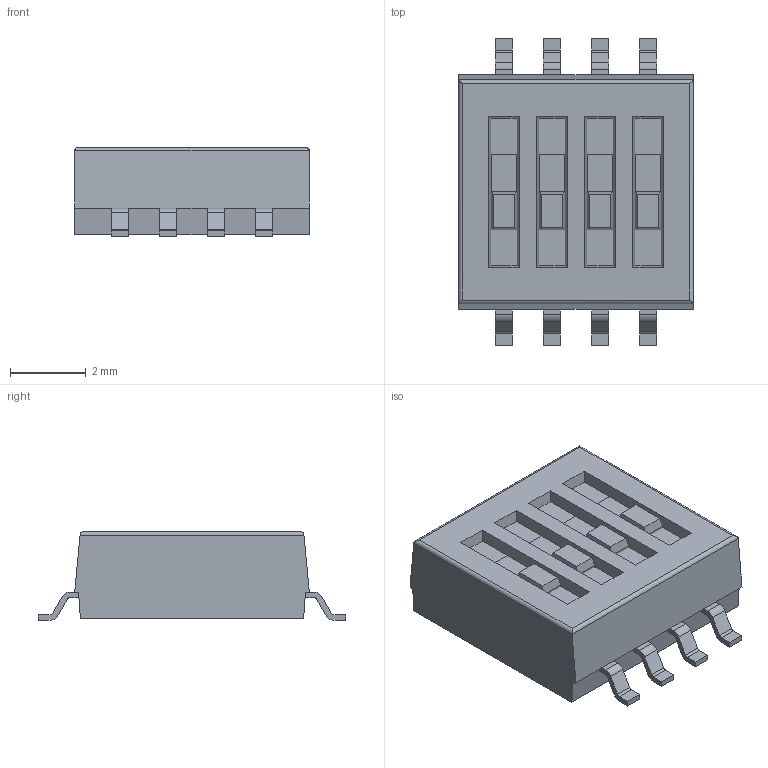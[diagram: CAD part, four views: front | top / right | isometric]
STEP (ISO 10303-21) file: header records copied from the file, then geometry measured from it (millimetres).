
FILE_DESCRIPTION (( 'STEP AP214' ), '1' );
FILE_NAME ('User Library-TDA04.STEP', '2010-12-01T09:19:16', ( 'sysAdmin' ), ( 'SolidWorks' ), 'SwSTEP 2.0', 'SolidWorks 2011', '' );
FILE_SCHEMA (( 'AUTOMOTIVE_DESIGN' ));
Length unit declared in the file: centimetre
Products named in the file (4): User Library-TDA04_DipSwitch_Body_1; User Library-TDA04_DipSwitch_Pin_1; User Library-TDA04_DipSwitch_Switch_1; User Library-TDA04
Assembly tree (13 placements, depth 2):
  User Library-TDA04
    User Library-TDA04_DipSwitch_Pin_1  x8
    User Library-TDA04_DipSwitch_Switch_1  x4
    User Library-TDA04_DipSwitch_Body_1
Bounding box: 6.21 x 8.13 x 2.35 mm (x, y, z)
Volume: 85.6 mm3; surface area: 175 mm2
Topology: 13 solids, 13 shells, 194 faces, 476 edges, 312 vertices
Faces by surface type: plane 158, cylinder 36
Entity records: 2623 total; most frequent: CARTESIAN_POINT 342, DIRECTION 298, ORIENTED_EDGE 292, EDGE_CURVE 146, LINE 130, VECTOR 130, VERTEX_POINT 96, AXIS2_PLACEMENT_3D 84
